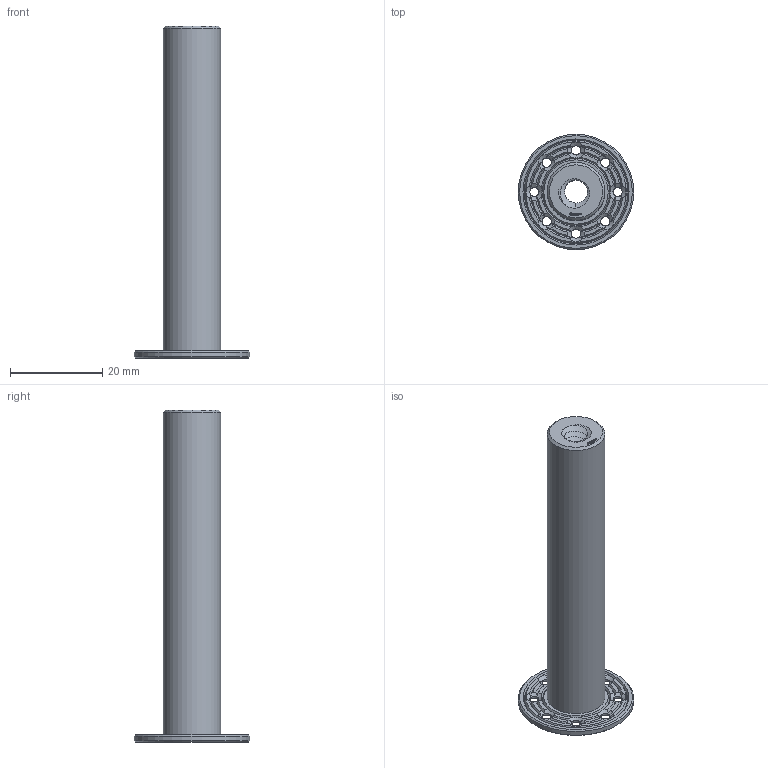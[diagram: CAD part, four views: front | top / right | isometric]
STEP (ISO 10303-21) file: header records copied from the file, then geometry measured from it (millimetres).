
FILE_DESCRIPTION(('FreeCAD Model'),'2;1');
FILE_NAME('Open CASCADE Shape Model','2023-12-26T19:01:01',(''),(''), 'Open CASCADE STEP processor 7.6','FreeCAD','Unknown');
FILE_SCHEMA(('AUTOMOTIVE_DESIGN { 1 0 10303 214 1 1 1 1 }'));
Length unit declared in the file: millimetre
Products named in the file (1): Nut RH ADHM FLN BU02.00x00.125x05.75 - SPN-NUT-0122 (stemfie.org)
Bounding box: 25 x 25 x 71.88 mm (x, y, z)
Volume: 6979.4 mm3; surface area: 6825.8 mm2
Topology: 1 solids, 1 shells, 683 faces, 1858 edges, 1195 vertices
Faces by surface type: plane 350, extrusion 126, bspline 106, cone 91, cylinder 10
Full cylindrical faces by diameter (mm): 2 x8, 12.5 x1, 25 x1
Entity records: 58894 total; most frequent: CARTESIAN_POINT 24154, DIRECTION 5422, VECTOR 3850, LINE 3724, ORIENTED_EDGE 3716, PCURVE 3716, DEFINITIONAL_REPRESENTATION 3716, EDGE_CURVE 1858
